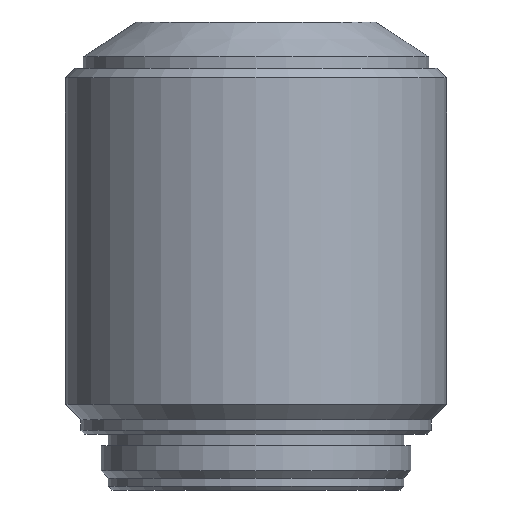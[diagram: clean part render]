
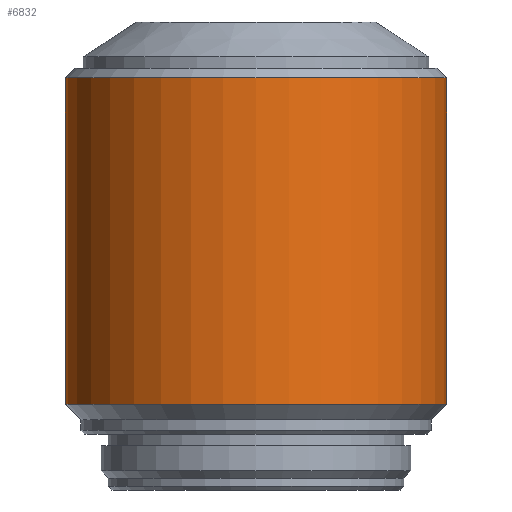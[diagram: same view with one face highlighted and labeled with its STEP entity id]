
A CAD part, front view. The second image highlights one B-rep face of the part: STEP entity #6832.
In plain terms, the highlighted cylindrical face has radius 16 mm (diameter 32 mm), a partial arc.
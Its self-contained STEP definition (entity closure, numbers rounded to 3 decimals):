
#11 = VERTEX_POINT ( 'NONE', #22774 ) ;
#307 = AXIS2_PLACEMENT_3D ( 'NONE', #3056, #21518, #15449 ) ;
#342 = AXIS2_PLACEMENT_3D ( 'NONE', #2276, #23197, #4330 ) ;
#409 = EDGE_CURVE ( 'NONE', #14796, #10554, #20933, .T. ) ;
#668 = CARTESIAN_POINT ( 'NONE',  ( 16., 0., 34.6 ) ) ;
#1623 = CIRCLE ( 'NONE', #307, 16. ) ;
#2217 = DIRECTION ( 'NONE',  ( -1., 0., 0. ) ) ;
#2276 = CARTESIAN_POINT ( 'NONE',  ( 0., 0., 7.2 ) ) ;
#3056 = CARTESIAN_POINT ( 'NONE',  ( 0., 0., 34.6 ) ) ;
#3543 = ORIENTED_EDGE ( 'NONE', *, *, #19260, .T. ) ;
#3640 = FACE_OUTER_BOUND ( 'NONE', #21590, .T. ) ;
#4330 = DIRECTION ( 'NONE',  ( -1., 0., 0. ) ) ;
#6832 = ADVANCED_FACE ( 'NONE', ( #3640 ), #12788, .T. ) ;
#7881 = LINE ( 'NONE', #18345, #26261 ) ;
#8635 = VECTOR ( 'NONE', #10331, 1000. ) ;
#10331 = DIRECTION ( 'NONE',  ( 0., 0., -1. ) ) ;
#10554 = VERTEX_POINT ( 'NONE', #16437 ) ;
#10733 = CARTESIAN_POINT ( 'NONE',  ( -16., 0., 39.3 ) ) ;
#11996 = DIRECTION ( 'NONE',  ( 0., 0., -1. ) ) ;
#12190 = CIRCLE ( 'NONE', #342, 16. ) ;
#12788 = CYLINDRICAL_SURFACE ( 'NONE', #22552, 16. ) ;
#14796 = VERTEX_POINT ( 'NONE', #17301 ) ;
#15449 = DIRECTION ( 'NONE',  ( 1., 0., 0. ) ) ;
#16437 = CARTESIAN_POINT ( 'NONE',  ( -16., 0., 7.2 ) ) ;
#17301 = CARTESIAN_POINT ( 'NONE',  ( -16., 0., 34.6 ) ) ;
#18345 = CARTESIAN_POINT ( 'NONE',  ( 16., 0., 39.3 ) ) ;
#19260 = EDGE_CURVE ( 'NONE', #19848, #14796, #1623, .T. ) ;
#19848 = VERTEX_POINT ( 'NONE', #668 ) ;
#20933 = LINE ( 'NONE', #10733, #8635 ) ;
#21067 = CARTESIAN_POINT ( 'NONE',  ( 0., 0., 39.3 ) ) ;
#21518 = DIRECTION ( 'NONE',  ( 0., 0., -1. ) ) ;
#21590 = EDGE_LOOP ( 'NONE', ( #23099, #3543, #23110, #21913 ) ) ;
#21652 = EDGE_CURVE ( 'NONE', #10554, #11, #12190, .T. ) ;
#21913 = ORIENTED_EDGE ( 'NONE', *, *, #21652, .T. ) ;
#22552 = AXIS2_PLACEMENT_3D ( 'NONE', #21067, #23003, #2217 ) ;
#22774 = CARTESIAN_POINT ( 'NONE',  ( 16., 0., 7.2 ) ) ;
#23003 = DIRECTION ( 'NONE',  ( 0., 0., -1. ) ) ;
#23099 = ORIENTED_EDGE ( 'NONE', *, *, #24799, .F. ) ;
#23110 = ORIENTED_EDGE ( 'NONE', *, *, #409, .T. ) ;
#23197 = DIRECTION ( 'NONE',  ( 0., 0., 1. ) ) ;
#24799 = EDGE_CURVE ( 'NONE', #19848, #11, #7881, .T. ) ;
#26261 = VECTOR ( 'NONE', #11996, 1000. ) ;
